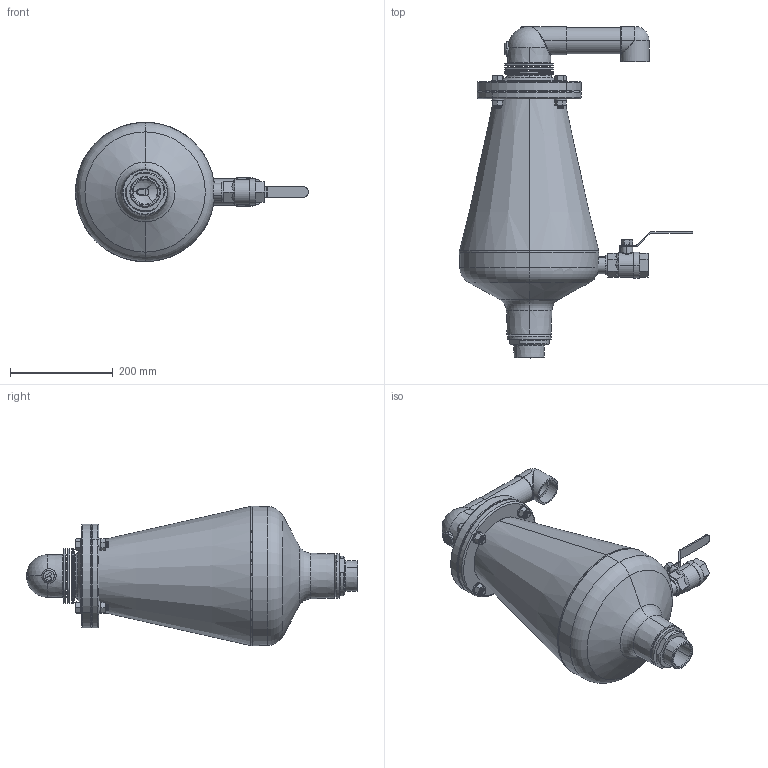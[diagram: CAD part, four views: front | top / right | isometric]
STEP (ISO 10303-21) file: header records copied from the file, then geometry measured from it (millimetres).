
FILE_DESCRIPTION (( 'STEP AP203' ), '1' );
FILE_NAME ('D-020-02GN EUR NA.STEP', '2013-12-23T09:57:36', ( '' ), ( '' ), 'SwSTEP 2.0', 'SolidWorks 2012', '' );
FILE_SCHEMA (( 'CONFIG_CONTROL_DESIGN' ));
Length unit declared in the file: millimetre
Products named in the file (1): D-020-02GN EUR NA
Bounding box: 452.93 x 644.7 x 271.14 mm (x, y, z)
Surface area: 777981.4 mm2 (no closed solid volume)
Topology: 0 solids, 57 shells, 530 faces, 1754 edges, 1261 vertices
Faces by surface type: plane 173, cone 139, cylinder 139, torus 63, bspline 13, sphere 3
Entity records: 24142 total; most frequent: CARTESIAN_POINT 9269, DIRECTION 3119, ORIENTED_EDGE 2725, EDGE_CURVE 1750, VERTEX_POINT 1261, AXIS2_PLACEMENT_3D 1221, CIRCLE 703, LINE 677
